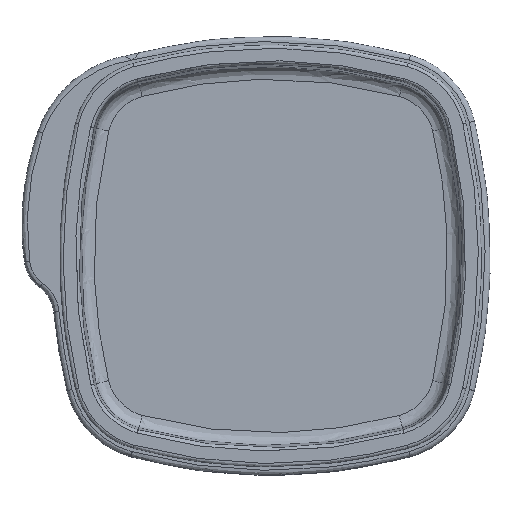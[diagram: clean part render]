
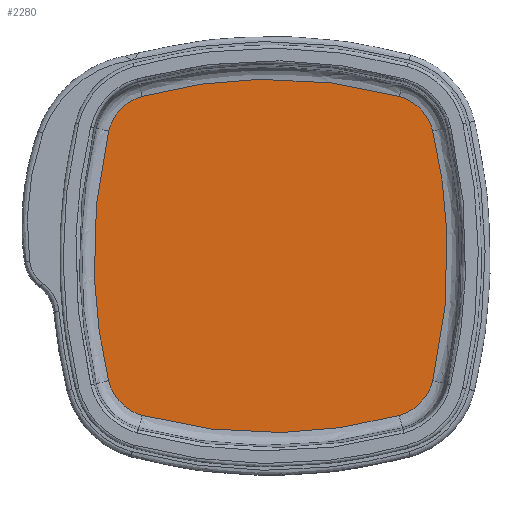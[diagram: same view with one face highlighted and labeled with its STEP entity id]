
A CAD part, top view. The second image highlights one B-rep face of the part: STEP entity #2280.
In plain terms, the highlighted free-form (B-spline) face has degree [1, 1] with [2, 2] control points.
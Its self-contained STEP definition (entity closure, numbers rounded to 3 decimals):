
#2280 = ADVANCED_FACE('',(#2281),#2357,.T.);
#2281 = FACE_BOUND('',#2282,.T.);
#2282 = EDGE_LOOP('',(#2283,#2294,#2303,#2314,#2323,#2332,#2341,#2350));
#2283 = ORIENTED_EDGE('',*,*,#2284,.T.);
#2284 = EDGE_CURVE('',#2285,#2287,#2289,.T.);
#2285 = VERTEX_POINT('',#2286);
#2286 = CARTESIAN_POINT('',(45.366,34.925,
    1.34));
#2287 = VERTEX_POINT('',#2288);
#2288 = CARTESIAN_POINT('',(35.96,44.642,
    1.34));
#2289 = B_SPLINE_CURVE_WITH_KNOTS('',3,(#2290,#2291,#2292,#2293),
  .UNSPECIFIED.,.F.,.F.,(4,4),(0.,1.),.PIECEWISE_BEZIER_KNOTS.);
#2290 = CARTESIAN_POINT('',(45.366,34.925,
    1.34));
#2291 = CARTESIAN_POINT('',(44.254,39.574,
    1.34));
#2292 = CARTESIAN_POINT('',(40.562,43.381,
    1.34));
#2293 = CARTESIAN_POINT('',(35.96,44.642,
    1.34));
#2294 = ORIENTED_EDGE('',*,*,#2295,.T.);
#2295 = EDGE_CURVE('',#2287,#2296,#2298,.T.);
#2296 = VERTEX_POINT('',#2297);
#2297 = CARTESIAN_POINT('',(-35.955,44.643,
    1.34));
#2298 = B_SPLINE_CURVE_WITH_KNOTS('',3,(#2299,#2300,#2301,#2302),
  .UNSPECIFIED.,.F.,.F.,(4,4),(0.,1.),.PIECEWISE_BEZIER_KNOTS.);
#2299 = CARTESIAN_POINT('',(35.96,44.642,
    1.34));
#2300 = CARTESIAN_POINT('',(12.5,51.066,
    1.34));
#2301 = CARTESIAN_POINT('',(-12.494,51.067,
    1.34));
#2302 = CARTESIAN_POINT('',(-35.955,44.643,
    1.34));
#2303 = ORIENTED_EDGE('',*,*,#2304,.T.);
#2304 = EDGE_CURVE('',#2296,#2305,#2307,.T.);
#2305 = VERTEX_POINT('',#2306);
#2306 = CARTESIAN_POINT('',(-45.367,34.924,
    1.34));
#2307 = B_SPLINE_CURVE_WITH_KNOTS('',3,(#2308,#2309,#2310,#2311,#2312,
    #2313),.UNSPECIFIED.,.F.,.F.,(4,2,4),(0.,0.5,1.),.UNSPECIFIED.);
#2308 = CARTESIAN_POINT('',(-35.955,44.643,
    1.34));
#2309 = CARTESIAN_POINT('',(-38.258,44.013,
    1.34));
#2310 = CARTESIAN_POINT('',(-40.362,42.759,
    1.34));
#2311 = CARTESIAN_POINT('',(-43.633,39.378,
    1.34));
#2312 = CARTESIAN_POINT('',(-44.811,37.246,
    1.34));
#2313 = CARTESIAN_POINT('',(-45.367,34.924,
    1.34));
#2314 = ORIENTED_EDGE('',*,*,#2315,.T.);
#2315 = EDGE_CURVE('',#2305,#2316,#2318,.T.);
#2316 = VERTEX_POINT('',#2317);
#2317 = CARTESIAN_POINT('',(-45.366,-34.925,
    1.34));
#2318 = B_SPLINE_CURVE_WITH_KNOTS('',3,(#2319,#2320,#2321,#2322),
  .UNSPECIFIED.,.F.,.F.,(4,4),(0.,1.),.PIECEWISE_BEZIER_KNOTS.);
#2319 = CARTESIAN_POINT('',(-45.367,34.924,
    1.34));
#2320 = CARTESIAN_POINT('',(-50.833,12.023,
    1.34));
#2321 = CARTESIAN_POINT('',(-50.833,-12.023,
    1.34));
#2322 = CARTESIAN_POINT('',(-45.366,-34.925,
    1.34));
#2323 = ORIENTED_EDGE('',*,*,#2324,.T.);
#2324 = EDGE_CURVE('',#2316,#2325,#2327,.T.);
#2325 = VERTEX_POINT('',#2326);
#2326 = CARTESIAN_POINT('',(-35.956,-44.643,
    1.34));
#2327 = B_SPLINE_CURVE_WITH_KNOTS('',3,(#2328,#2329,#2330,#2331),
  .UNSPECIFIED.,.F.,.F.,(4,4),(0.,1.),.PIECEWISE_BEZIER_KNOTS.);
#2328 = CARTESIAN_POINT('',(-45.366,-34.925,
    1.34));
#2329 = CARTESIAN_POINT('',(-44.255,-39.568,1.34
    ));
#2330 = CARTESIAN_POINT('',(-40.562,-43.383,
    1.34));
#2331 = CARTESIAN_POINT('',(-35.956,-44.643,1.34
    ));
#2332 = ORIENTED_EDGE('',*,*,#2333,.T.);
#2333 = EDGE_CURVE('',#2325,#2334,#2336,.T.);
#2334 = VERTEX_POINT('',#2335);
#2335 = CARTESIAN_POINT('',(35.96,-44.642,
    1.34));
#2336 = B_SPLINE_CURVE_WITH_KNOTS('',3,(#2337,#2338,#2339,#2340),
  .UNSPECIFIED.,.F.,.F.,(4,4),(0.,1.),.PIECEWISE_BEZIER_KNOTS.);
#2337 = CARTESIAN_POINT('',(-35.956,-44.643,
    1.34));
#2338 = CARTESIAN_POINT('',(-12.5,-51.065,
    1.34));
#2339 = CARTESIAN_POINT('',(12.503,-51.065,
    1.34));
#2340 = CARTESIAN_POINT('',(35.96,-44.642,
    1.34));
#2341 = ORIENTED_EDGE('',*,*,#2342,.T.);
#2342 = EDGE_CURVE('',#2334,#2343,#2345,.T.);
#2343 = VERTEX_POINT('',#2344);
#2344 = CARTESIAN_POINT('',(45.366,-34.925,
    1.34));
#2345 = B_SPLINE_CURVE_WITH_KNOTS('',3,(#2346,#2347,#2348,#2349),
  .UNSPECIFIED.,.F.,.F.,(4,4),(0.,1.),.PIECEWISE_BEZIER_KNOTS.);
#2346 = CARTESIAN_POINT('',(35.96,-44.642,
    1.34));
#2347 = CARTESIAN_POINT('',(40.563,-43.381,
    1.34));
#2348 = CARTESIAN_POINT('',(44.256,-39.567,
    1.34));
#2349 = CARTESIAN_POINT('',(45.366,-34.925,
    1.34));
#2350 = ORIENTED_EDGE('',*,*,#2351,.T.);
#2351 = EDGE_CURVE('',#2343,#2285,#2352,.T.);
#2352 = B_SPLINE_CURVE_WITH_KNOTS('',3,(#2353,#2354,#2355,#2356),
  .UNSPECIFIED.,.F.,.F.,(4,4),(0.,1.),.PIECEWISE_BEZIER_KNOTS.);
#2353 = CARTESIAN_POINT('',(45.366,-34.925,1.34
    ));
#2354 = CARTESIAN_POINT('',(50.833,-12.023,
    1.34));
#2355 = CARTESIAN_POINT('',(50.834,12.022,
    1.34));
#2356 = CARTESIAN_POINT('',(45.366,34.925,
    1.34));
#2357 = B_SPLINE_SURFACE_WITH_KNOTS('',1,1,(
    (#2358,#2359)
    ,(#2360,#2361
    )),.UNSPECIFIED.,.F.,.F.,.F.,(2,2),(2,2),(-80.251,
    4.818),(-3.744,80.937),
  .PIECEWISE_BEZIER_KNOTS.);
#2358 = CARTESIAN_POINT('',(-50.833,51.067,
    1.34));
#2359 = CARTESIAN_POINT('',(50.834,51.067,
    1.34));
#2360 = CARTESIAN_POINT('',(-50.833,-51.065,
    1.34));
#2361 = CARTESIAN_POINT('',(50.834,-51.065,
    1.34));
